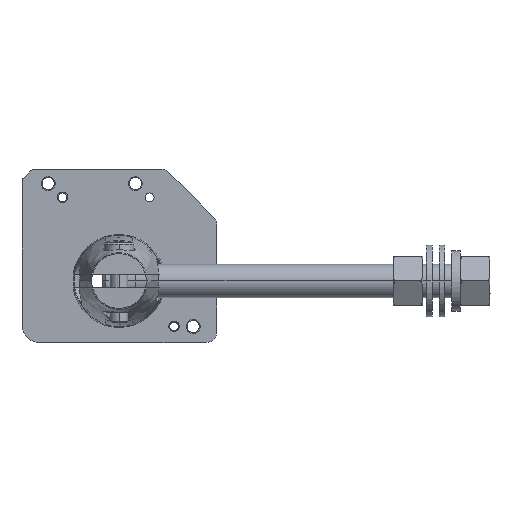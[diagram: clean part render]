
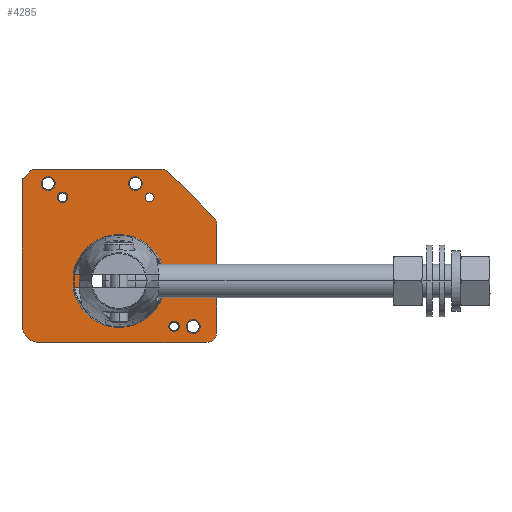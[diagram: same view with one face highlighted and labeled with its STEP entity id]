
A CAD part, left-side view. The second image highlights one B-rep face of the part: STEP entity #4285.
In plain terms, the highlighted planar face has unit normal (-1, 0, 0).
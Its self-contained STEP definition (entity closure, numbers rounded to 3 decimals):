
#3720=CARTESIAN_POINT('',(0.,-32.,-0.085));
#3721=DIRECTION('',(1.,0.,0.));
#3722=DIRECTION('',(0.,-1.,0.));
#3723=AXIS2_PLACEMENT_3D('',#3720,#3721,#3722);
#3725=CARTESIAN_POINT('',(0.,-32.,-0.085));
#3726=DIRECTION('',(1.,0.,0.));
#3727=DIRECTION('',(0.,1.,0.));
#3728=AXIS2_PLACEMENT_3D('',#3725,#3726,#3727);
#3730=CARTESIAN_POINT('',(0.,-4.066,-20.399));
#3731=DIRECTION('',(-1.,0.,0.));
#3732=DIRECTION('',(0.,-1.,0.));
#3733=AXIS2_PLACEMENT_3D('',#3730,#3731,#3732);
#3735=CARTESIAN_POINT('',(0.,-4.066,-20.399));
#3736=DIRECTION('',(-1.,0.,0.));
#3737=DIRECTION('',(0.,1.,0.));
#3738=AXIS2_PLACEMENT_3D('',#3735,#3736,#3737);
#3740=CARTESIAN_POINT('',(0.,-4.066,4.601));
#3741=DIRECTION('',(-1.,0.,0.));
#3742=DIRECTION('',(0.,-1.,0.));
#3743=AXIS2_PLACEMENT_3D('',#3740,#3741,#3742);
#3745=CARTESIAN_POINT('',(0.,-4.066,4.601));
#3746=DIRECTION('',(-1.,0.,0.));
#3747=DIRECTION('',(0.,1.,0.));
#3748=AXIS2_PLACEMENT_3D('',#3745,#3746,#3747);
#3750=CARTESIAN_POINT('',(0.,-8.,-16.305));
#3751=DIRECTION('',(-1.,0.,0.));
#3752=DIRECTION('',(0.,-1.,0.));
#3753=AXIS2_PLACEMENT_3D('',#3750,#3751,#3752);
#3755=CARTESIAN_POINT('',(0.,-8.,-16.305));
#3756=DIRECTION('',(-1.,0.,0.));
#3757=DIRECTION('',(0.,1.,0.));
#3758=AXIS2_PLACEMENT_3D('',#3755,#3756,#3757);
#3760=CARTESIAN_POINT('',(0.,-8.,8.695));
#3761=DIRECTION('',(-1.,0.,0.));
#3762=DIRECTION('',(0.,-1.,0.));
#3763=AXIS2_PLACEMENT_3D('',#3760,#3761,#3762);
#3765=CARTESIAN_POINT('',(0.,-8.,8.695));
#3766=DIRECTION('',(-1.,0.,0.));
#3767=DIRECTION('',(0.,1.,0.));
#3768=AXIS2_PLACEMENT_3D('',#3765,#3766,#3767);
#3770=CARTESIAN_POINT('',(0.,-45.01,15.695));
#3771=DIRECTION('',(-1.,0.,0.));
#3772=DIRECTION('',(0.,-1.,0.));
#3773=AXIS2_PLACEMENT_3D('',#3770,#3771,#3772);
#3775=CARTESIAN_POINT('',(0.,-45.01,15.695));
#3776=DIRECTION('',(-1.,0.,0.));
#3777=DIRECTION('',(0.,1.,0.));
#3778=AXIS2_PLACEMENT_3D('',#3775,#3776,#3777);
#3780=CARTESIAN_POINT('',(0.,-45.066,21.201));
#3781=DIRECTION('',(-1.,0.,0.));
#3782=DIRECTION('',(0.,-1.,0.));
#3783=AXIS2_PLACEMENT_3D('',#3780,#3781,#3782);
#3785=CARTESIAN_POINT('',(0.,-45.066,21.201));
#3786=DIRECTION('',(-1.,0.,0.));
#3787=DIRECTION('',(0.,1.,0.));
#3788=AXIS2_PLACEMENT_3D('',#3785,#3786,#3787);
#3790=DIRECTION('',(0.,1.,0.));
#3791=VECTOR('',#3790,41.095);
#3792=CARTESIAN_POINT('',(0.,-44.666,-27.915));
#3793=LINE('',#3792,#3791);
#3794=CARTESIAN_POINT('',(0.,-3.571,-26.415));
#3795=DIRECTION('',(-1.,0.,0.));
#3796=DIRECTION('',(0.,0.707,-0.707));
#3797=AXIS2_PLACEMENT_3D('',#3794,#3795,#3796);
#3799=DIRECTION('',(0.,-0.707,-0.707));
#3800=VECTOR('',#3799,2.929);
#3801=CARTESIAN_POINT('',(0.,-0.439,-25.404));
#3802=LINE('',#3801,#3800);
#3803=CARTESIAN_POINT('',(0.,-1.5,-24.344));
#3804=DIRECTION('',(-1.,0.,0.));
#3805=DIRECTION('',(0.,1.,0.));
#3806=AXIS2_PLACEMENT_3D('',#3803,#3804,#3805);
#3808=DIRECTION('',(0.,0.,1.));
#3809=VECTOR('',#3808,36.43);
#3810=CARTESIAN_POINT('',(0.,0.,-24.344));
#3811=LINE('',#3810,#3809);
#3812=CARTESIAN_POINT('',(0.,-3.,12.086));
#3813=DIRECTION('',(-1.,0.,0.));
#3814=DIRECTION('',(0.,0.707,0.707));
#3815=AXIS2_PLACEMENT_3D('',#3812,#3813,#3814);
#3817=DIRECTION('',(0.,0.707,-0.707));
#3818=VECTOR('',#3817,18.142);
#3819=CARTESIAN_POINT('',(0.,-13.707,27.036));
#3820=LINE('',#3819,#3818);
#3821=CARTESIAN_POINT('',(0.,-15.829,24.915));
#3822=DIRECTION('',(-1.,0.,0.));
#3823=DIRECTION('',(0.,0.,1.));
#3824=AXIS2_PLACEMENT_3D('',#3821,#3822,#3823);
#3826=DIRECTION('',(0.,-1.,0.));
#3827=VECTOR('',#3826,30.837);
#3828=CARTESIAN_POINT('',(0.,-15.829,27.915));
#3829=LINE('',#3828,#3827);
#3830=CARTESIAN_POINT('',(0.,-46.666,24.915));
#3831=DIRECTION('',(-1.,0.,0.));
#3832=DIRECTION('',(0.,-1.,0.));
#3833=AXIS2_PLACEMENT_3D('',#3830,#3831,#3832);
#3835=DIRECTION('',(0.,0.,-1.));
#3836=VECTOR('',#3835,47.83);
#3837=CARTESIAN_POINT('',(0.,-49.666,24.915));
#3838=LINE('',#3837,#3836);
#3839=CARTESIAN_POINT('',(0.,-44.666,-22.915));
#3840=DIRECTION('',(-1.,0.,0.));
#3841=DIRECTION('',(0.,0.,-1.));
#3842=AXIS2_PLACEMENT_3D('',#3839,#3840,#3841);
#4108=CARTESIAN_POINT('',(0.,-42.,-0.085));
#4109=CARTESIAN_POINT('',(0.,-22.,-0.085));
#4110=VERTEX_POINT('',#4108);
#4111=VERTEX_POINT('',#4109);
#4116=CARTESIAN_POINT('',(0.,-5.816,-20.399));
#4117=CARTESIAN_POINT('',(0.,-2.316,-20.399));
#4118=VERTEX_POINT('',#4116);
#4119=VERTEX_POINT('',#4117);
#4120=CARTESIAN_POINT('',(0.,-5.816,4.601));
#4121=CARTESIAN_POINT('',(0.,-2.316,4.601));
#4122=VERTEX_POINT('',#4120);
#4123=VERTEX_POINT('',#4121);
#4124=CARTESIAN_POINT('',(0.,-9.25,-16.305));
#4125=CARTESIAN_POINT('',(0.,-6.75,-16.305));
#4126=VERTEX_POINT('',#4124);
#4127=VERTEX_POINT('',#4125);
#4128=CARTESIAN_POINT('',(0.,-9.25,8.695));
#4129=CARTESIAN_POINT('',(0.,-6.75,8.695));
#4130=VERTEX_POINT('',#4128);
#4131=VERTEX_POINT('',#4129);
#4132=CARTESIAN_POINT('',(0.,-46.26,15.695));
#4133=CARTESIAN_POINT('',(0.,-43.76,15.695));
#4134=VERTEX_POINT('',#4132);
#4135=VERTEX_POINT('',#4133);
#4136=CARTESIAN_POINT('',(0.,-46.816,21.201));
#4137=CARTESIAN_POINT('',(0.,-43.316,21.201));
#4138=VERTEX_POINT('',#4136);
#4139=VERTEX_POINT('',#4137);
#4164=CARTESIAN_POINT('',(0.,-44.666,-27.915));
#4165=CARTESIAN_POINT('',(0.,-49.666,-22.915));
#4166=VERTEX_POINT('',#4164);
#4167=VERTEX_POINT('',#4165);
#4172=CARTESIAN_POINT('',(0.,-49.666,24.915));
#4173=CARTESIAN_POINT('',(0.,-46.666,27.915));
#4174=VERTEX_POINT('',#4172);
#4175=VERTEX_POINT('',#4173);
#4180=CARTESIAN_POINT('',(0.,-15.829,27.915));
#4181=VERTEX_POINT('',#4180);
#4188=CARTESIAN_POINT('',(0.,-0.879,14.208));
#4189=VERTEX_POINT('',#4188);
#4190=CARTESIAN_POINT('',(0.,0.,12.086));
#4191=VERTEX_POINT('',#4190);
#4192=CARTESIAN_POINT('',(0.,-13.707,27.036));
#4193=VERTEX_POINT('',#4192);
#4196=CARTESIAN_POINT('',(0.,-3.571,-27.915));
#4197=VERTEX_POINT('',#4196);
#4200=CARTESIAN_POINT('',(0.,0.,-24.344));
#4201=VERTEX_POINT('',#4200);
#4204=CARTESIAN_POINT('',(0.,-0.439,-25.404));
#4205=VERTEX_POINT('',#4204);
#4210=CARTESIAN_POINT('',(0.,-2.511,-27.476));
#4211=VERTEX_POINT('',#4210);
#4212=CARTESIAN_POINT('',(0.,0.,0.));
#4213=DIRECTION('',(1.,0.,0.));
#4214=DIRECTION('',(0.,-1.,0.));
#4215=AXIS2_PLACEMENT_3D('',#4212,#4213,#4214);
#4216=PLANE('',#4215);
#4218=ORIENTED_EDGE('',*,*,#4217,.T.);
#4220=ORIENTED_EDGE('',*,*,#4219,.F.);
#4222=ORIENTED_EDGE('',*,*,#4221,.F.);
#4224=ORIENTED_EDGE('',*,*,#4223,.F.);
#4226=ORIENTED_EDGE('',*,*,#4225,.T.);
#4228=ORIENTED_EDGE('',*,*,#4227,.F.);
#4230=ORIENTED_EDGE('',*,*,#4229,.F.);
#4232=ORIENTED_EDGE('',*,*,#4231,.F.);
#4234=ORIENTED_EDGE('',*,*,#4233,.T.);
#4236=ORIENTED_EDGE('',*,*,#4235,.F.);
#4238=ORIENTED_EDGE('',*,*,#4237,.T.);
#4240=ORIENTED_EDGE('',*,*,#4239,.F.);
#4241=EDGE_LOOP('',(#4218,#4220,#4222,#4224,#4226,#4228,#4230,#4232,#4234,#4236,
#4238,#4240));
#4242=FACE_OUTER_BOUND('',#4241,.F.);
#4244=ORIENTED_EDGE('',*,*,#4243,.T.);
#4246=ORIENTED_EDGE('',*,*,#4245,.T.);
#4247=EDGE_LOOP('',(#4244,#4246));
#4248=FACE_BOUND('',#4247,.F.);
#4250=ORIENTED_EDGE('',*,*,#4249,.T.);
#4252=ORIENTED_EDGE('',*,*,#4251,.T.);
#4253=EDGE_LOOP('',(#4250,#4252));
#4254=FACE_BOUND('',#4253,.F.);
#4256=ORIENTED_EDGE('',*,*,#4255,.T.);
#4258=ORIENTED_EDGE('',*,*,#4257,.T.);
#4259=EDGE_LOOP('',(#4256,#4258));
#4260=FACE_BOUND('',#4259,.F.);
#4262=ORIENTED_EDGE('',*,*,#4261,.T.);
#4264=ORIENTED_EDGE('',*,*,#4263,.T.);
#4265=EDGE_LOOP('',(#4262,#4264));
#4266=FACE_BOUND('',#4265,.F.);
#4268=ORIENTED_EDGE('',*,*,#4267,.T.);
#4270=ORIENTED_EDGE('',*,*,#4269,.T.);
#4271=EDGE_LOOP('',(#4268,#4270));
#4272=FACE_BOUND('',#4271,.F.);
#4274=ORIENTED_EDGE('',*,*,#4273,.T.);
#4276=ORIENTED_EDGE('',*,*,#4275,.T.);
#4277=EDGE_LOOP('',(#4274,#4276));
#4278=FACE_BOUND('',#4277,.F.);
#4280=ORIENTED_EDGE('',*,*,#4279,.F.);
#4282=ORIENTED_EDGE('',*,*,#4281,.F.);
#4283=EDGE_LOOP('',(#4280,#4282));
#4284=FACE_BOUND('',#4283,.F.);
#4285=ADVANCED_FACE('',(#4242,#4248,#4254,#4260,#4266,#4272,#4278,#4284),#4216,
.F.);
#3724=CIRCLE('',#3723,10.);
#3729=CIRCLE('',#3728,10.);
#3734=CIRCLE('',#3733,1.75);
#3739=CIRCLE('',#3738,1.75);
#3744=CIRCLE('',#3743,1.75);
#3749=CIRCLE('',#3748,1.75);
#3754=CIRCLE('',#3753,1.25);
#3759=CIRCLE('',#3758,1.25);
#3764=CIRCLE('',#3763,1.25);
#3769=CIRCLE('',#3768,1.25);
#3774=CIRCLE('',#3773,1.25);
#3779=CIRCLE('',#3778,1.25);
#3784=CIRCLE('',#3783,1.75);
#3789=CIRCLE('',#3788,1.75);
#3798=CIRCLE('',#3797,1.5);
#3807=CIRCLE('',#3806,1.5);
#3816=CIRCLE('',#3815,3.);
#3825=CIRCLE('',#3824,3.);
#3834=CIRCLE('',#3833,3.);
#3843=CIRCLE('',#3842,5.);
#4217=EDGE_CURVE('',#4166,#4197,#3793,.T.);
#4219=EDGE_CURVE('',#4211,#4197,#3798,.T.);
#4221=EDGE_CURVE('',#4205,#4211,#3802,.T.);
#4223=EDGE_CURVE('',#4201,#4205,#3807,.T.);
#4225=EDGE_CURVE('',#4201,#4191,#3811,.T.);
#4227=EDGE_CURVE('',#4189,#4191,#3816,.T.);
#4229=EDGE_CURVE('',#4193,#4189,#3820,.T.);
#4231=EDGE_CURVE('',#4181,#4193,#3825,.T.);
#4233=EDGE_CURVE('',#4181,#4175,#3829,.T.);
#4235=EDGE_CURVE('',#4174,#4175,#3834,.T.);
#4237=EDGE_CURVE('',#4174,#4167,#3838,.T.);
#4239=EDGE_CURVE('',#4166,#4167,#3843,.T.);
#4243=EDGE_CURVE('',#4118,#4119,#3734,.T.);
#4245=EDGE_CURVE('',#4119,#4118,#3739,.T.);
#4249=EDGE_CURVE('',#4122,#4123,#3744,.T.);
#4251=EDGE_CURVE('',#4123,#4122,#3749,.T.);
#4255=EDGE_CURVE('',#4126,#4127,#3754,.T.);
#4257=EDGE_CURVE('',#4127,#4126,#3759,.T.);
#4261=EDGE_CURVE('',#4130,#4131,#3764,.T.);
#4263=EDGE_CURVE('',#4131,#4130,#3769,.T.);
#4267=EDGE_CURVE('',#4134,#4135,#3774,.T.);
#4269=EDGE_CURVE('',#4135,#4134,#3779,.T.);
#4273=EDGE_CURVE('',#4138,#4139,#3784,.T.);
#4275=EDGE_CURVE('',#4139,#4138,#3789,.T.);
#4279=EDGE_CURVE('',#4110,#4111,#3724,.T.);
#4281=EDGE_CURVE('',#4111,#4110,#3729,.T.);
